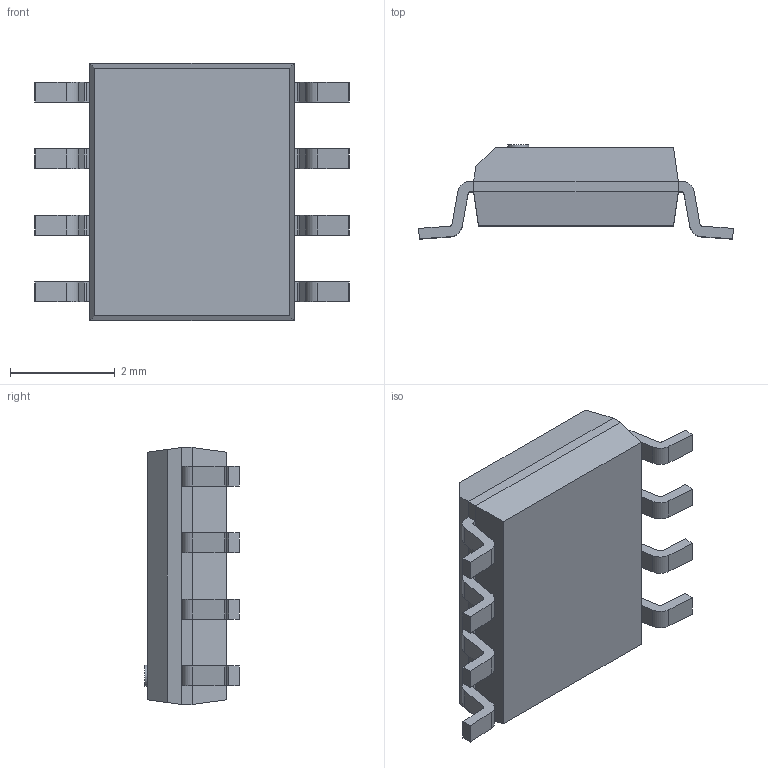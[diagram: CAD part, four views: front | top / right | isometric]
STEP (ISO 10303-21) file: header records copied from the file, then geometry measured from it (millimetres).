
FILE_DESCRIPTION(/* description */ ('STEP AP214'),/* implementation_level */ '2;1');
FILE_NAME(/* name */ 'MergenElektronik_Logics_Comparators_SOIC-8.step',/* time_stamp */ '2025-04-23T20:52:58+03:00',/* author */ (''),/* organization */ (''),/* preprocessor_version */ 'ST-DEVELOPER v20.1',/* originating_system */ 'Autodesk Translation Framework v14.4.0.0',/* authorisation */ '');
FILE_SCHEMA (('AUTOMOTIVE_DESIGN { 1 0 10303 214 3 1 1 }'));
Length unit declared in the file: millimetre
Products named in the file (1): STM32G030J6M6TR
Bounding box: 6 x 1.8 x 4.9 mm (x, y, z)
Volume: 28.4 mm3; surface area: 77.2 mm2
Topology: 9 solids, 9 shells, 129 faces, 322 edges, 212 vertices
Faces by surface type: plane 96, cylinder 33
Full cylindrical faces by diameter (mm): 0.4 x1
Entity records: 3858 total; most frequent: CARTESIAN_POINT 664, DIRECTION 648, ORIENTED_EDGE 644, EDGE_CURVE 322, LINE 256, VECTOR 256, VERTEX_POINT 212, AXIS2_PLACEMENT_3D 196
